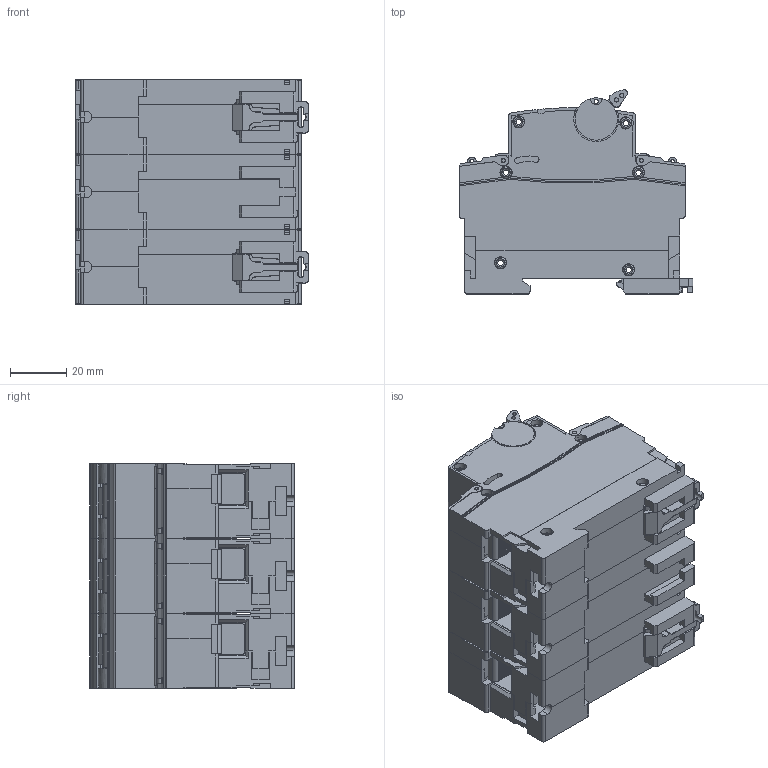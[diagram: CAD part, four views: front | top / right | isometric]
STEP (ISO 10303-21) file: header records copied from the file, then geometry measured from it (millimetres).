
FILE_DESCRIPTION (( 'STEP AP203' ), '1' );
FILE_NAME ('Àâòîìàòè÷åñêèé âûêëþ÷àòåëü ÂÀ 47-100 3P 20A (C) 10kA EKF Proxima (mcb47100-3-20C-pro).STEP', '2024-08-02T09:00:43', ( '' ), ( '' ), 'SwSTEP 2.0', 'SolidWorks 2021', '' );
FILE_SCHEMA (( 'CONFIG_CONTROL_DESIGN' ));
Length unit declared in the file: millimetre
Products named in the file (1): Àâòîìàòè÷åñêèé âûêëþ÷àòåëü ÂÀ 47-100 3P 20A (C) 10kA EKF Proxima (mcb47100-3-20C-pro)
Bounding box: 82.86 x 72.36 x 79.8 mm (x, y, z)
Volume: 327055.7 mm3; surface area: 92306.7 mm2
Topology: 50 solids, 50 shells, 4612 faces, 11977 edges, 7608 vertices
Faces by surface type: plane 2883, cylinder 1132, torus 281, bspline 232, sphere 78, cone 6
Entity records: 147566 total; most frequent: CARTESIAN_POINT 34382, ORIENTED_EDGE 23862, DIRECTION 22943, EDGE_CURVE 11931, LINE 8465, VECTOR 8465, VERTEX_POINT 7602, AXIS2_PLACEMENT_3D 7239
